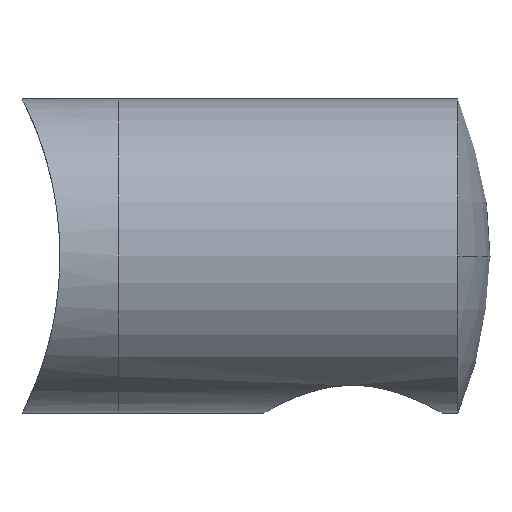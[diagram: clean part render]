
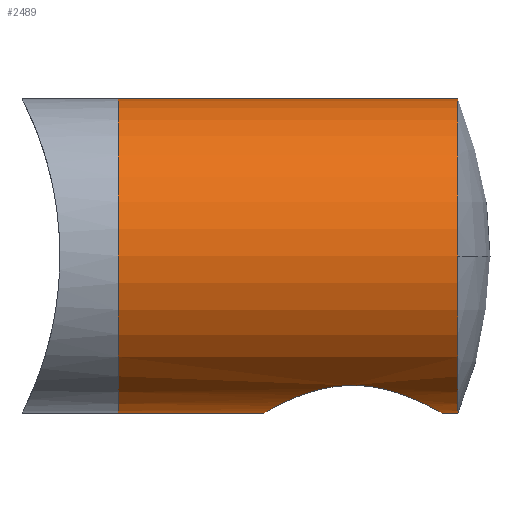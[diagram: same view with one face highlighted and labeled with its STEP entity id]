
A CAD part, front view. The second image highlights one B-rep face of the part: STEP entity #2489.
In plain terms, the highlighted cylindrical face has radius 11 mm (diameter 22 mm), a partial arc.
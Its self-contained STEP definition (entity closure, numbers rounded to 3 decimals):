
#34 = VECTOR ( 'NONE', #395, 1000. ) ;
#44 = CARTESIAN_POINT ( 'NONE',  ( 25.749, -11., 0. ) ) ;
#53 = CARTESIAN_POINT ( 'NONE',  ( 12.15, 0., -11. ) ) ;
#69 = CARTESIAN_POINT ( 'NONE',  ( 25.749, 0., -11. ) ) ;
#98 = EDGE_CURVE ( 'NONE', #2922, #2131, #2075, .T. ) ;
#116 = DIRECTION ( 'NONE',  ( -1., 0., 0. ) ) ;
#117 = FACE_OUTER_BOUND ( 'NONE', #1277, .T. ) ;
#127 = CARTESIAN_POINT ( 'NONE',  ( 14.128, -4.567, -10.008 ) ) ;
#143 = CARTESIAN_POINT ( 'NONE',  ( 21.724, -5.296, -9.642 ) ) ;
#164 = CARTESIAN_POINT ( 'NONE',  ( 0., 0., -11. ) ) ;
#211 = CARTESIAN_POINT ( 'NONE',  ( 17.56, -6.207, -9.082 ) ) ;
#227 = CARTESIAN_POINT ( 'NONE',  ( 2., 0., 11. ) ) ;
#230 = DIRECTION ( 'NONE',  ( 0., 0., 1. ) ) ;
#252 = AXIS2_PLACEMENT_3D ( 'NONE', #2918, #1798, #230 ) ;
#283 = EDGE_CURVE ( 'NONE', #606, #1074, #2059, .T. ) ;
#347 = DIRECTION ( 'NONE',  ( 0., 0., 1. ) ) ;
#357 = CARTESIAN_POINT ( 'NONE',  ( 16.747, -6.042, -9.193 ) ) ;
#369 = DIRECTION ( 'NONE',  ( -1., 0., 0. ) ) ;
#395 = DIRECTION ( 'NONE',  ( -1., 0., 0. ) ) ;
#403 = CARTESIAN_POINT ( 'NONE',  ( 19.236, -6.208, -9.082 ) ) ;
#410 = VERTEX_POINT ( 'NONE', #604 ) ;
#421 = ORIENTED_EDGE ( 'NONE', *, *, #2687, .F. ) ;
#449 = CARTESIAN_POINT ( 'NONE',  ( 12.192, -0.837, -10.976 ) ) ;
#469 = AXIS2_PLACEMENT_3D ( 'NONE', #2414, #369, #2187 ) ;
#512 = CARTESIAN_POINT ( 'NONE',  ( 24.65, 0., -11. ) ) ;
#567 = CARTESIAN_POINT ( 'NONE',  ( 0., 0., 11. ) ) ;
#578 = CARTESIAN_POINT ( 'NONE',  ( 15.248, -5.412, -9.58 ) ) ;
#589 = CARTESIAN_POINT ( 'NONE',  ( 2., 0., -11. ) ) ;
#593 = CARTESIAN_POINT ( 'NONE',  ( 20.449, -5.919, -9.274 ) ) ;
#604 = CARTESIAN_POINT ( 'NONE',  ( 24.65, 0., -11. ) ) ;
#606 = VERTEX_POINT ( 'NONE', #44 ) ;
#608 = CARTESIAN_POINT ( 'NONE',  ( 12.357, -1.65, -10.883 ) ) ;
#629 = CARTESIAN_POINT ( 'NONE',  ( 14.748, -5.076, -9.76 ) ) ;
#671 = VECTOR ( 'NONE', #1825, 1000. ) ;
#695 = CARTESIAN_POINT ( 'NONE',  ( 25.749, 0., 11. ) ) ;
#785 = DIRECTION ( 'NONE',  ( -1., 0., 0. ) ) ;
#800 = CARTESIAN_POINT ( 'NONE',  ( 12.482, -2.052, -10.814 ) ) ;
#809 = EDGE_CURVE ( 'NONE', #1074, #2174, #2159, .T. ) ;
#832 = CARTESIAN_POINT ( 'NONE',  ( 24.239, -2.238, -10.772 ) ) ;
#849 = CARTESIAN_POINT ( 'NONE',  ( 13.705, -4.144, -10.194 ) ) ;
#971 = CIRCLE ( 'NONE', #2744, 11. ) ;
#1022 = CYLINDRICAL_SURFACE ( 'NONE', #2474, 11. ) ;
#1051 = CARTESIAN_POINT ( 'NONE',  ( 21.55, -5.402, -9.583 ) ) ;
#1066 = CARTESIAN_POINT ( 'NONE',  ( 12.15, -0.423, -11. ) ) ;
#1074 = VERTEX_POINT ( 'NONE', #695 ) ;
#1120 = CARTESIAN_POINT ( 'NONE',  ( 22.533, -4.705, -9.948 ) ) ;
#1277 = EDGE_LOOP ( 'NONE', ( #421, #1804, #2464, #1732, #2619, #1939, #1488 ) ) ;
#1303 = CARTESIAN_POINT ( 'NONE',  ( 12.994, -3.162, -10.542 ) ) ;
#1361 = CARTESIAN_POINT ( 'NONE',  ( 13.448, -3.835, -10.316 ) ) ;
#1376 = CIRCLE ( 'NONE', #469, 11. ) ;
#1441 = B_SPLINE_CURVE_WITH_KNOTS ( 'NONE', 3,
 ( #2498, #1066, #449, #608, #800, #2846, #1303, #1361, #849, #127, #1712, #2272, #629, #578, #1528, #2400, #357, #211, #2646, #2449, #403, #1960, #593, #1725, #2858, #1051, #143, #1510, #1120, #2629, #1498, #2190, #2029, #832, #2435, #2564, #2753, #2043, #2055, #512 ),
 .UNSPECIFIED., .F., .F.,
 ( 4, 2, 2, 2, 2, 2, 2, 2, 2, 2, 2, 2, 2, 2, 2, 2, 2, 2, 2, 4 ),
 ( 0., 0.001, 0.002, 0.004, 0.005, 0.006, 0.006, 0.007, 0.009, 0.01, 0.011, 0.012, 0.013, 0.014, 0.015, 0.016, 0.017, 0.018, 0.019, 0.02 ),
 .UNSPECIFIED. ) ;
#1488 = ORIENTED_EDGE ( 'NONE', *, *, #1743, .T. ) ;
#1498 = CARTESIAN_POINT ( 'NONE',  ( 23.358, -3.826, -10.319 ) ) ;
#1510 = CARTESIAN_POINT ( 'NONE',  ( 22.226, -4.959, -9.822 ) ) ;
#1528 = CARTESIAN_POINT ( 'NONE',  ( 15.601, -5.603, -9.468 ) ) ;
#1566 = LINE ( 'NONE', #164, #34 ) ;
#1712 = CARTESIAN_POINT ( 'NONE',  ( 14.276, -4.701, -9.946 ) ) ;
#1725 = CARTESIAN_POINT ( 'NONE',  ( 21.011, -5.682, -9.419 ) ) ;
#1732 = ORIENTED_EDGE ( 'NONE', *, *, #809, .T. ) ;
#1743 = EDGE_CURVE ( 'NONE', #2922, #410, #1441, .T. ) ;
#1798 = DIRECTION ( 'NONE',  ( -1., 0., 0. ) ) ;
#1804 = ORIENTED_EDGE ( 'NONE', *, *, #2686, .T. ) ;
#1825 = DIRECTION ( 'NONE',  ( -1., 0., 0. ) ) ;
#1854 = CARTESIAN_POINT ( 'NONE',  ( 0., 0., -11. ) ) ;
#1916 = VERTEX_POINT ( 'NONE', #69 ) ;
#1920 = CARTESIAN_POINT ( 'NONE',  ( 25.749, 0., 0. ) ) ;
#1939 = ORIENTED_EDGE ( 'NONE', *, *, #98, .F. ) ;
#1960 = CARTESIAN_POINT ( 'NONE',  ( 20.049, -6.043, -9.192 ) ) ;
#2017 = VECTOR ( 'NONE', #116, 1000. ) ;
#2029 = CARTESIAN_POINT ( 'NONE',  ( 24., -2.805, -10.643 ) ) ;
#2043 = CARTESIAN_POINT ( 'NONE',  ( 24.607, -0.837, -10.976 ) ) ;
#2055 = CARTESIAN_POINT ( 'NONE',  ( 24.65, -0.423, -11. ) ) ;
#2059 = CIRCLE ( 'NONE', #252, 11. ) ;
#2075 = LINE ( 'NONE', #1854, #671 ) ;
#2131 = VERTEX_POINT ( 'NONE', #589 ) ;
#2155 = EDGE_CURVE ( 'NONE', #2131, #2174, #1376, .T. ) ;
#2159 = LINE ( 'NONE', #567, #2017 ) ;
#2174 = VERTEX_POINT ( 'NONE', #227 ) ;
#2187 = DIRECTION ( 'NONE',  ( 0., 0., 1. ) ) ;
#2190 = CARTESIAN_POINT ( 'NONE',  ( 23.808, -3.159, -10.542 ) ) ;
#2197 = DIRECTION ( 'NONE',  ( 0., 0., 1. ) ) ;
#2272 = CARTESIAN_POINT ( 'NONE',  ( 14.586, -4.955, -9.822 ) ) ;
#2400 = CARTESIAN_POINT ( 'NONE',  ( 16.347, -5.917, -9.275 ) ) ;
#2409 = DIRECTION ( 'NONE',  ( -1., 0., 0. ) ) ;
#2414 = CARTESIAN_POINT ( 'NONE',  ( 2., 0., 0. ) ) ;
#2423 = CARTESIAN_POINT ( 'NONE',  ( 0., 0., 0. ) ) ;
#2435 = CARTESIAN_POINT ( 'NONE',  ( 24.311, -2.042, -10.811 ) ) ;
#2449 = CARTESIAN_POINT ( 'NONE',  ( 18.821, -6.25, -9.052 ) ) ;
#2464 = ORIENTED_EDGE ( 'NONE', *, *, #283, .T. ) ;
#2474 = AXIS2_PLACEMENT_3D ( 'NONE', #2423, #2409, #2197 ) ;
#2489 = ADVANCED_FACE ( 'NONE', ( #117 ), #1022, .T. ) ;
#2498 = CARTESIAN_POINT ( 'NONE',  ( 12.15, 0., -11. ) ) ;
#2564 = CARTESIAN_POINT ( 'NONE',  ( 24.433, -1.645, -10.878 ) ) ;
#2619 = ORIENTED_EDGE ( 'NONE', *, *, #2155, .F. ) ;
#2629 = CARTESIAN_POINT ( 'NONE',  ( 23.099, -4.14, -10.196 ) ) ;
#2646 = CARTESIAN_POINT ( 'NONE',  ( 17.975, -6.25, -9.052 ) ) ;
#2686 = EDGE_CURVE ( 'NONE', #1916, #606, #971, .T. ) ;
#2687 = EDGE_CURVE ( 'NONE', #1916, #410, #1566, .T. ) ;
#2744 = AXIS2_PLACEMENT_3D ( 'NONE', #1920, #785, #347 ) ;
#2753 = CARTESIAN_POINT ( 'NONE',  ( 24.484, -1.445, -10.907 ) ) ;
#2846 = CARTESIAN_POINT ( 'NONE',  ( 12.8, -2.806, -10.643 ) ) ;
#2858 = CARTESIAN_POINT ( 'NONE',  ( 21.194, -5.594, -9.472 ) ) ;
#2918 = CARTESIAN_POINT ( 'NONE',  ( 25.749, 0., 0. ) ) ;
#2922 = VERTEX_POINT ( 'NONE', #53 ) ;
